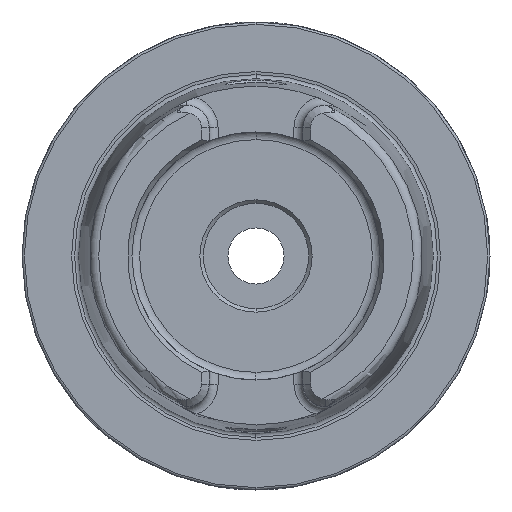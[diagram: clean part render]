
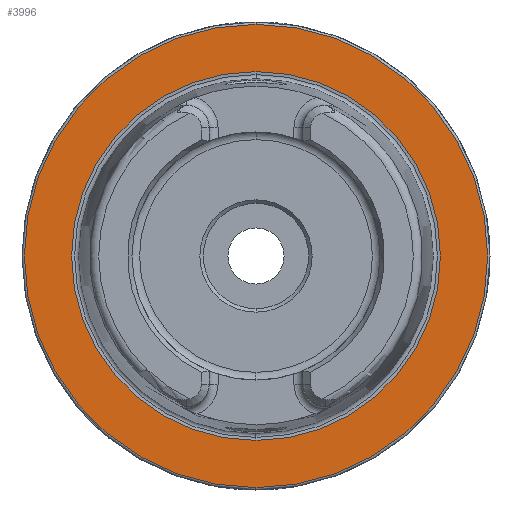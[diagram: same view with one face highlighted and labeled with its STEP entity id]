
A CAD part, left-side view. The second image highlights one B-rep face of the part: STEP entity #3996.
In plain terms, the highlighted planar face has unit normal (-1, 0, 0).
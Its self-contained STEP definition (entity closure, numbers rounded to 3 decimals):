
#1284 = DIRECTION ( 'NONE',  ( 0., 0., 1. ) ) ;
#1285 = DIRECTION ( 'NONE',  ( -1., 0., 0. ) ) ;
#1286 = CARTESIAN_POINT ( 'NONE',  ( 0., 0., 0. ) ) ;
#1300 = DIRECTION ( 'NONE',  ( 0., 0., 1. ) ) ;
#1301 = DIRECTION ( 'NONE',  ( -1., 0., 0. ) ) ;
#1302 = CARTESIAN_POINT ( 'NONE',  ( 0., 0., 0. ) ) ;
#1575 = DIRECTION ( 'NONE',  ( 0., 0., -1. ) ) ;
#1576 = DIRECTION ( 'NONE',  ( 1., 0., 0. ) ) ;
#1578 = PLANE ( 'NONE',  #9035 ) ;
#1579 = CARTESIAN_POINT ( 'NONE',  ( 0., 49.5, 0. ) ) ;
#1582 = FACE_BOUND ( 'NONE', #5886, .T. ) ;
#1584 = FACE_OUTER_BOUND ( 'NONE', #5761, .T. ) ;
#2509 = DIRECTION ( 'NONE',  ( 0., 0., 1. ) ) ;
#2510 = DIRECTION ( 'NONE',  ( -1., 0., 0. ) ) ;
#2511 = CARTESIAN_POINT ( 'NONE',  ( 0., 0., 0. ) ) ;
#3585 = EDGE_CURVE ( 'NONE', #8634, #8678, #5113, .T. ) ;
#3882 = EDGE_CURVE ( 'NONE', #8621, #8630, #8121, .T. ) ;
#3996 = ADVANCED_FACE ( 'NONE', ( #1582, #1584 ), #1578, .F. ) ;
#4048 = EDGE_CURVE ( 'NONE', #8678, #8634, #8495, .T. ) ;
#4053 = EDGE_CURVE ( 'NONE', #8630, #8621, #8508, .T. ) ;
#4635 = DIRECTION ( 'NONE',  ( 0., 0., 1. ) ) ;
#4636 = DIRECTION ( 'NONE',  ( -1., 0., 0. ) ) ;
#4637 = CARTESIAN_POINT ( 'NONE',  ( 0., 0., 0. ) ) ;
#5113 = CIRCLE ( 'NONE', #5114, 39.405 ) ;
#5114 = AXIS2_PLACEMENT_3D ( 'NONE', #4637, #4636, #4635 ) ;
#5761 = EDGE_LOOP ( 'NONE', ( #7648, #7650 ) ) ;
#5886 = EDGE_LOOP ( 'NONE', ( #7645, #7646 ) ) ;
#7125 = CARTESIAN_POINT ( 'NONE',  ( 0., 0., -49.5 ) ) ;
#7142 = CARTESIAN_POINT ( 'NONE',  ( 0., 0., 49.5 ) ) ;
#7146 = CARTESIAN_POINT ( 'NONE',  ( 0., 0., 39.405 ) ) ;
#7190 = CARTESIAN_POINT ( 'NONE',  ( 0., 0., -39.405 ) ) ;
#7645 = ORIENTED_EDGE ( 'NONE', *, *, #3585, .F. ) ;
#7646 = ORIENTED_EDGE ( 'NONE', *, *, #4048, .F. ) ;
#7648 = ORIENTED_EDGE ( 'NONE', *, *, #4053, .T. ) ;
#7650 = ORIENTED_EDGE ( 'NONE', *, *, #3882, .T. ) ;
#8121 = CIRCLE ( 'NONE', #8125, 49.5 ) ;
#8125 = AXIS2_PLACEMENT_3D ( 'NONE', #2511, #2510, #2509 ) ;
#8495 = CIRCLE ( 'NONE', #8502, 39.405 ) ;
#8502 = AXIS2_PLACEMENT_3D ( 'NONE', #1302, #1301, #1300 ) ;
#8508 = CIRCLE ( 'NONE', #8511, 49.5 ) ;
#8511 = AXIS2_PLACEMENT_3D ( 'NONE', #1286, #1285, #1284 ) ;
#8621 = VERTEX_POINT ( 'NONE', #7125 ) ;
#8630 = VERTEX_POINT ( 'NONE', #7142 ) ;
#8634 = VERTEX_POINT ( 'NONE', #7146 ) ;
#8678 = VERTEX_POINT ( 'NONE', #7190 ) ;
#9035 = AXIS2_PLACEMENT_3D ( 'NONE', #1579, #1576, #1575 ) ;
